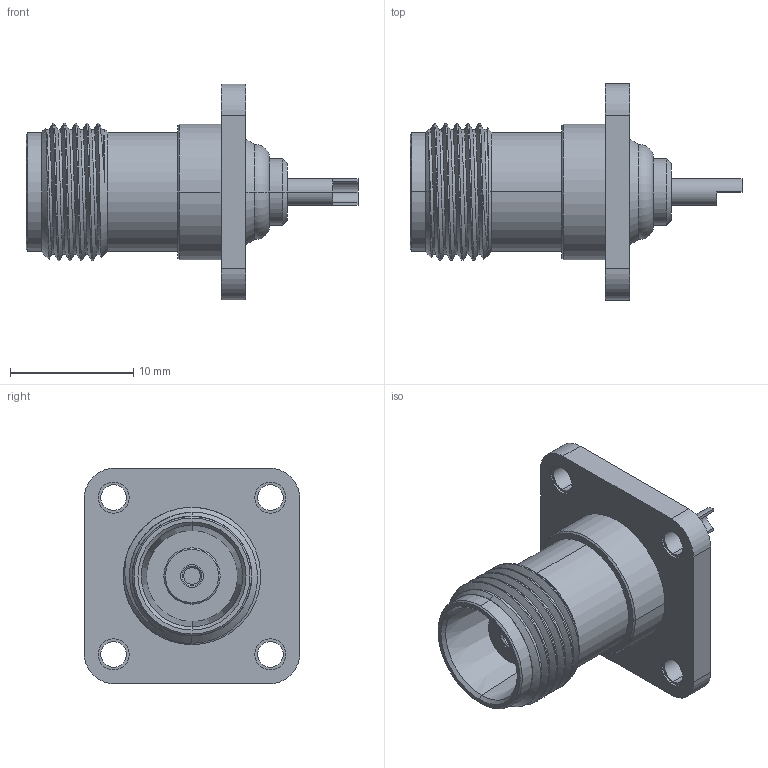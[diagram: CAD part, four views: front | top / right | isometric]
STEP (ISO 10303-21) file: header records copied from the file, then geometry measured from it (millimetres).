
FILE_DESCRIPTION (( 'STEP AP203' ), '1' );
FILE_NAME ('PE4064.step', '2019-06-27T23:32:11', ( '' ), ( '' ), 'SwSTEP 2.0', 'SolidWorks 2018', '' );
FILE_SCHEMA (( 'CONFIG_CONTROL_DESIGN' ));
Length unit declared in the file: inch
Products named in the file (1): PE4064
Bounding box: 26.9 x 17.5 x 17.5 mm (x, y, z)
Volume: 1671.5 mm3; surface area: 1770.9 mm2
Topology: 1 solids, 1 shells, 144 faces, 345 edges, 221 vertices
Faces by surface type: cylinder 64, plane 52, cone 23, bspline 3, torus 2
Entity records: 5820 total; most frequent: CARTESIAN_POINT 2391, DIRECTION 720, ORIENTED_EDGE 690, EDGE_CURVE 345, AXIS2_PLACEMENT_3D 291, VERTEX_POINT 221, EDGE_LOOP 170, CIRCLE 149
